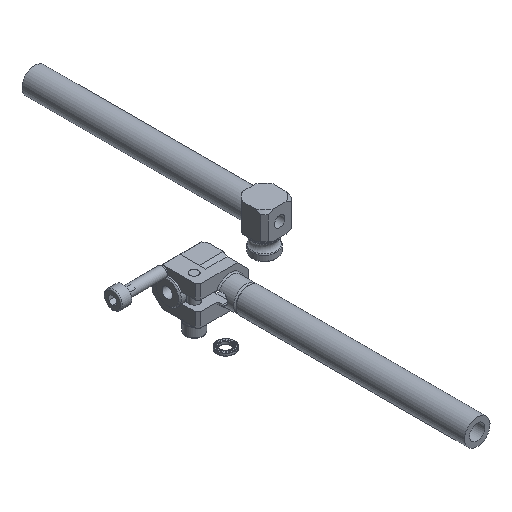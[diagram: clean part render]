
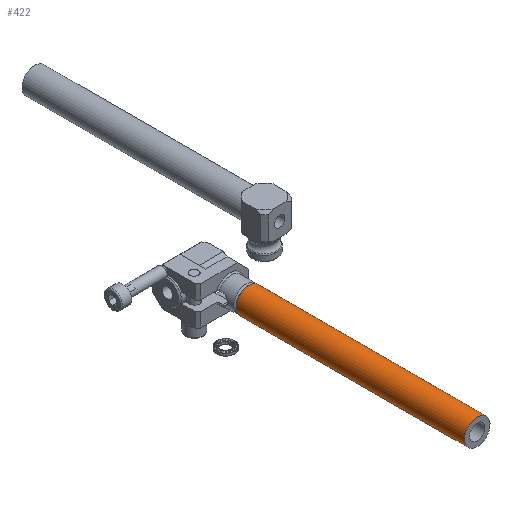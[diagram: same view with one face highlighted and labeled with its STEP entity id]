
A CAD part, isometric view. The second image highlights one B-rep face of the part: STEP entity #422.
In plain terms, the highlighted cylindrical face has radius 5 mm (diameter 10 mm), a full revolution.
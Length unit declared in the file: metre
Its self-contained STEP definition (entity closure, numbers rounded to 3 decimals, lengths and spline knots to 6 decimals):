
#422 = ADVANCED_FACE( '', ( #1011, #1012 ), #1013, .T. );
#1011 = FACE_OUTER_BOUND( '', #1613, .T. );
#1012 = FACE_OUTER_BOUND( '', #1614, .T. );
#1013 = CYLINDRICAL_SURFACE( '', #1615, 0.005 );
#1613 = EDGE_LOOP( '', ( #3960 ) );
#1614 = EDGE_LOOP( '', ( #3961 ) );
#1615 = AXIS2_PLACEMENT_3D( '', #3962, #3963, #3964 );
#3960 = ORIENTED_EDGE( '', *, *, #4749, .T. );
#3961 = ORIENTED_EDGE( '', *, *, #4750, .F. );
#3962 = CARTESIAN_POINT( '', ( 0., 0.09, 0. ) );
#3963 = DIRECTION( '', ( 0., 1., 0. ) );
#3964 = DIRECTION( '', ( 0., 0., -1. ) );
#4749 = EDGE_CURVE( '', #6021, #6021, #6022, .T. );
#4750 = EDGE_CURVE( '', #6023, #6023, #6024, .T. );
#6021 = VERTEX_POINT( '', #7964 );
#6022 = CIRCLE( '', #7965, 0.005 );
#6023 = VERTEX_POINT( '', #7966 );
#6024 = CIRCLE( '', #7967, 0.005 );
#7964 = CARTESIAN_POINT( '', ( 0., 0.0005, 0.005 ) );
#7965 = AXIS2_PLACEMENT_3D( '', #9179, #9180, #9181 );
#7966 = CARTESIAN_POINT( '', ( 0.005, 0.09, 0. ) );
#7967 = AXIS2_PLACEMENT_3D( '', #9182, #9183, #9184 );
#9179 = CARTESIAN_POINT( '', ( 0., 0.0005, 0. ) );
#9180 = DIRECTION( '', ( 0., 1., 0. ) );
#9181 = DIRECTION( '', ( 0., 0., 1. ) );
#9182 = CARTESIAN_POINT( '', ( 0., 0.09, 0. ) );
#9183 = DIRECTION( '', ( 0., 1., 0. ) );
#9184 = DIRECTION( '', ( 1., 0., 0. ) );
